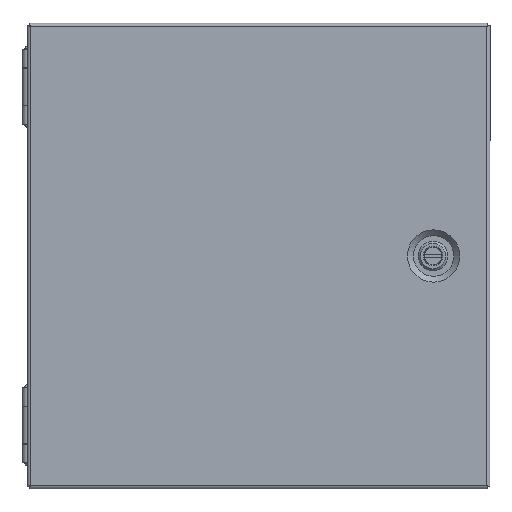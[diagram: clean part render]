
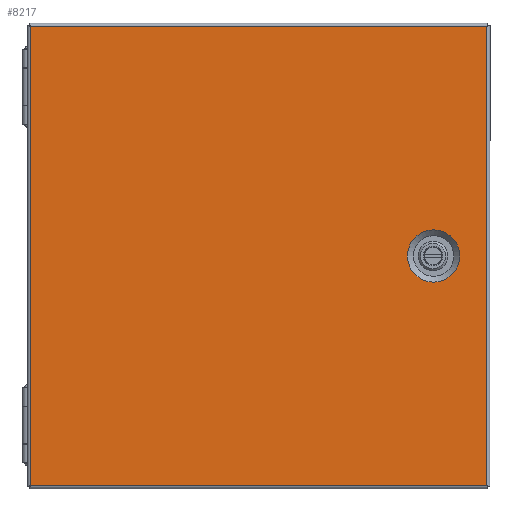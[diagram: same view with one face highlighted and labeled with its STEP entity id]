
A CAD part, top view. The second image highlights one B-rep face of the part: STEP entity #8217.
In plain terms, the highlighted planar face has unit normal (0, 0, 1).
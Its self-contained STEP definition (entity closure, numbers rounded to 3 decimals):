
#527=LINE('',#12299,#1138);
#528=LINE('',#12300,#1139);
#529=LINE('',#12301,#1140);
#530=LINE('',#12302,#1141);
#1138=VECTOR('',#9837,1000.);
#1139=VECTOR('',#9838,1000.);
#1140=VECTOR('',#9839,1000.);
#1141=VECTOR('',#9840,1000.);
#1776=ORIENTED_EDGE('',*,*,#4060,.T.);
#1777=ORIENTED_EDGE('',*,*,#4061,.T.);
#1778=ORIENTED_EDGE('',*,*,#4062,.T.);
#1779=ORIENTED_EDGE('',*,*,#4063,.T.);
#1780=ORIENTED_EDGE('',*,*,#4064,.T.);
#4060=EDGE_CURVE('',#5137,#5176,#527,.T.);
#4061=EDGE_CURVE('',#5176,#5163,#528,.T.);
#4062=EDGE_CURVE('',#5163,#5152,#529,.T.);
#4063=EDGE_CURVE('',#5152,#5137,#530,.T.);
#4064=EDGE_CURVE('',#5196,#5196,#5976,.T.);
#5137=VERTEX_POINT('',#12155);
#5152=VERTEX_POINT('',#12189);
#5163=VERTEX_POINT('',#12216);
#5176=VERTEX_POINT('',#12247);
#5196=VERTEX_POINT('',#12304);
#5976=CIRCLE('',#8831,17.65);
#6344=EDGE_LOOP('',(#1776,#1777,#1778,#1779));
#6345=EDGE_LOOP('',(#1780));
#7112=FACE_BOUND('',#6344,.T.);
#7113=FACE_BOUND('',#6345,.T.);
#7877=PLANE('',#8830);
#8217=ADVANCED_FACE('',(#7112,#7113),#7877,.T.);
#8830=AXIS2_PLACEMENT_3D('',#12298,#9835,#9836);
#8831=AXIS2_PLACEMENT_3D('',#12303,#9841,#9842);
#9835=DIRECTION('',(0.,0.,1.));
#9836=DIRECTION('',(1.,0.,0.));
#9837=DIRECTION('',(1.,0.,0.));
#9838=DIRECTION('',(0.,1.,0.));
#9839=DIRECTION('',(-1.,0.,0.));
#9840=DIRECTION('',(0.,-1.,0.));
#9841=DIRECTION('',(0.,0.,-1.));
#9842=DIRECTION('',(-1.,0.,0.));
#12155=CARTESIAN_POINT('',(-154.026,-155.042,0.));
#12189=CARTESIAN_POINT('',(-154.026,155.042,0.));
#12216=CARTESIAN_POINT('',(154.026,155.042,0.));
#12247=CARTESIAN_POINT('',(154.026,-155.042,0.));
#12298=CARTESIAN_POINT('',(154.026,-155.042,0.));
#12299=CARTESIAN_POINT('',(-154.026,-155.042,0.));
#12300=CARTESIAN_POINT('',(154.026,-155.042,0.));
#12301=CARTESIAN_POINT('',(154.026,155.042,0.));
#12302=CARTESIAN_POINT('',(-154.026,155.042,0.));
#12303=CARTESIAN_POINT('',(118.11,0.,0.));
#12304=CARTESIAN_POINT('',(100.46,0.,0.));
